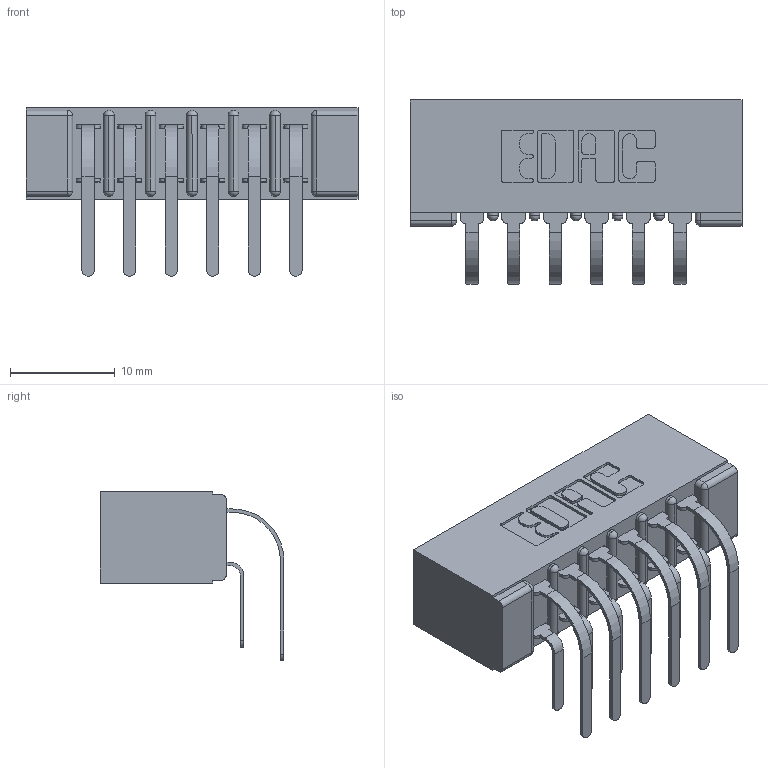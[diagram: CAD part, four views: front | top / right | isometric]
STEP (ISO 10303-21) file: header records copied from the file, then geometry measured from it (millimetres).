
FILE_DESCRIPTION (( 'STEP AP203' ), '1' );
FILE_NAME ('307-012-459-201.STEP', '2022-07-07T15:06:01', ( '' ), ( '' ), 'SwSTEP 2.0', 'SolidWorks 2020', '' );
FILE_SCHEMA (( 'CONFIG_CONTROL_DESIGN' ));
Length unit declared in the file: inch
Products named in the file (4): 307 Part_No Mounting Lugs; 307-290-001_558 559 - 1 (Single); 307-012-459-201; 307-290-001_559 - 2 (Single)
Assembly tree (13 placements, depth 2):
  307-012-459-201
    307 Part_No Mounting Lugs
    307-290-001_558 559 - 1 (Single)  x6
    307-290-001_559 - 2 (Single)  x6
Bounding box: 31.65 x 17.51 x 16.08 mm (x, y, z)
Volume: 2350.2 mm3; surface area: 4038.4 mm2
Topology: 13 solids, 13 shells, 717 faces, 2003 edges, 1298 vertices
Faces by surface type: plane 462, cylinder 241, sphere 14
Entity records: 10943 total; most frequent: CARTESIAN_POINT 1800, ORIENTED_EDGE 1778, DIRECTION 1777, EDGE_CURVE 889, LINE 667, VECTOR 667, VERTEX_POINT 578, AXIS2_PLACEMENT_3D 555
